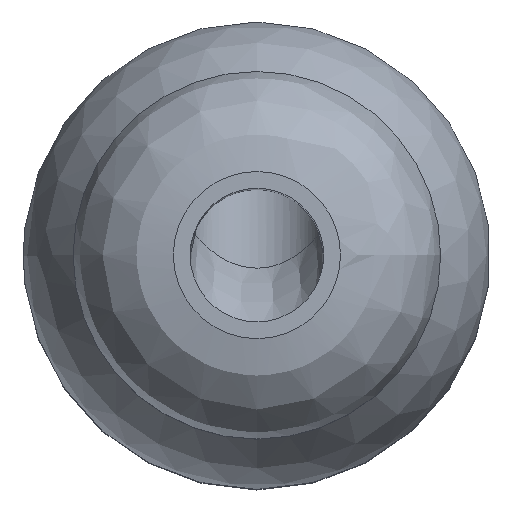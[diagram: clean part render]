
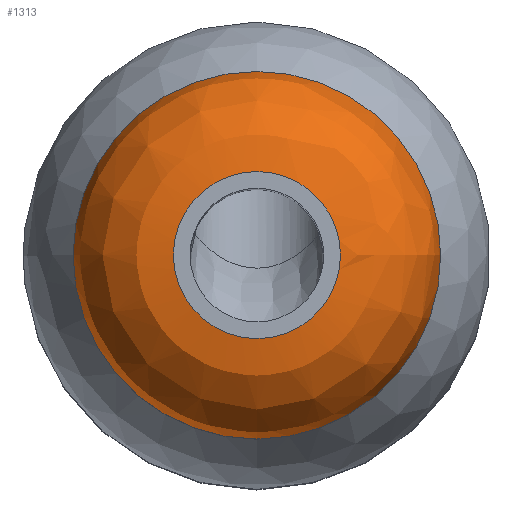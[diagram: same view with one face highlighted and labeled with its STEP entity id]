
A CAD part, top view. The second image highlights one B-rep face of the part: STEP entity #1313.
In plain terms, the highlighted free-form (B-spline) face has degree [2, 2] with [3, 9] control points.
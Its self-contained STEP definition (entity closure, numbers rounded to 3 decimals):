
#19=(
BOUNDED_SURFACE()
B_SPLINE_SURFACE(2,2,((#2616,#2617,#2618,#2619,#2620,#2621,#2622,#2623,
#2624),(#2625,#2626,#2627,#2628,#2629,#2630,#2631,#2632,#2633),(#2634,#2635,
#2636,#2637,#2638,#2639,#2640,#2641,#2642)),.UNSPECIFIED.,.F.,.T.,.F.)
B_SPLINE_SURFACE_WITH_KNOTS((3,3),(3,2,2,2,3),(-1.571,0.),
(-3.142,-1.571,0.,1.571,3.142),
 .UNSPECIFIED.)
GEOMETRIC_REPRESENTATION_ITEM()
RATIONAL_B_SPLINE_SURFACE(((1.,0.707,1.,0.707,1.,
0.707,1.,0.707,1.),(0.707,0.5,0.707,
0.5,0.707,0.5,0.707,0.5,0.707),(1.,
0.707,1.,0.707,1.,0.707,1.,0.707,
1.)))
REPRESENTATION_ITEM('')
SURFACE()
);
#107=FACE_OUTER_BOUND('',#187,.T.);
#187=EDGE_LOOP('',(#1031,#1032,#1033,#1034));
#285=CIRCLE('',#1445,5.);
#286=CIRCLE('',#1446,11.);
#287=CIRCLE('',#1447,6.);
#610=VERTEX_POINT('',#2614);
#611=VERTEX_POINT('',#2643);
#766=EDGE_CURVE('',#610,#610,#285,.T.);
#767=EDGE_CURVE('',#611,#611,#286,.T.);
#768=EDGE_CURVE('',#611,#610,#287,.T.);
#1031=ORIENTED_EDGE('',*,*,#767,.F.);
#1032=ORIENTED_EDGE('',*,*,#768,.T.);
#1033=ORIENTED_EDGE('',*,*,#766,.T.);
#1034=ORIENTED_EDGE('',*,*,#768,.F.);
#1313=ADVANCED_FACE('',(#107),#19,.F.);
#1445=AXIS2_PLACEMENT_3D('',#2615,#1694,#1695);
#1446=AXIS2_PLACEMENT_3D('',#2644,#1696,#1697);
#1447=AXIS2_PLACEMENT_3D('',#2645,#1698,#1699);
#1694=DIRECTION('center_axis',(0.,0.,1.));
#1695=DIRECTION('ref_axis',(1.,0.,0.));
#1696=DIRECTION('center_axis',(0.,0.,1.));
#1697=DIRECTION('ref_axis',(1.,0.,0.));
#1698=DIRECTION('center_axis',(0.,1.,0.));
#1699=DIRECTION('ref_axis',(1.,0.,0.));
#2614=CARTESIAN_POINT('',(5.,0.,-90.));
#2615=CARTESIAN_POINT('Origin',(0.,0.,
-90.));
#2616=CARTESIAN_POINT('Ctrl Pts',(5.,0.,-90.));
#2617=CARTESIAN_POINT('Ctrl Pts',(5.,5.,-90.));
#2618=CARTESIAN_POINT('Ctrl Pts',(0.,5.,
-90.));
#2619=CARTESIAN_POINT('Ctrl Pts',(-5.,5.,-90.));
#2620=CARTESIAN_POINT('Ctrl Pts',(-5.,0.,-90.));
#2621=CARTESIAN_POINT('Ctrl Pts',(-5.,-5.,-90.));
#2622=CARTESIAN_POINT('Ctrl Pts',(0.,-5.,
-90.));
#2623=CARTESIAN_POINT('Ctrl Pts',(5.,-5.,-90.));
#2624=CARTESIAN_POINT('Ctrl Pts',(5.,0.,-90.));
#2625=CARTESIAN_POINT('Ctrl Pts',(11.,0.,-90.));
#2626=CARTESIAN_POINT('Ctrl Pts',(11.,11.,-90.));
#2627=CARTESIAN_POINT('Ctrl Pts',(0.,11.,
-90.));
#2628=CARTESIAN_POINT('Ctrl Pts',(-11.,11.,-90.));
#2629=CARTESIAN_POINT('Ctrl Pts',(-11.,0.,-90.));
#2630=CARTESIAN_POINT('Ctrl Pts',(-11.,-11.,-90.));
#2631=CARTESIAN_POINT('Ctrl Pts',(0.,-11.,
-90.));
#2632=CARTESIAN_POINT('Ctrl Pts',(11.,-11.,-90.));
#2633=CARTESIAN_POINT('Ctrl Pts',(11.,0.,-90.));
#2634=CARTESIAN_POINT('Ctrl Pts',(11.,0.,-84.));
#2635=CARTESIAN_POINT('Ctrl Pts',(11.,11.,-84.));
#2636=CARTESIAN_POINT('Ctrl Pts',(0.,11.,
-84.));
#2637=CARTESIAN_POINT('Ctrl Pts',(-11.,11.,-84.));
#2638=CARTESIAN_POINT('Ctrl Pts',(-11.,0.,-84.));
#2639=CARTESIAN_POINT('Ctrl Pts',(-11.,-11.,-84.));
#2640=CARTESIAN_POINT('Ctrl Pts',(0.,-11.,
-84.));
#2641=CARTESIAN_POINT('Ctrl Pts',(11.,-11.,-84.));
#2642=CARTESIAN_POINT('Ctrl Pts',(11.,0.,-84.));
#2643=CARTESIAN_POINT('',(11.,0.,-84.));
#2644=CARTESIAN_POINT('Origin',(0.,0.,
-84.));
#2645=CARTESIAN_POINT('Origin',(5.,0.,-84.));
